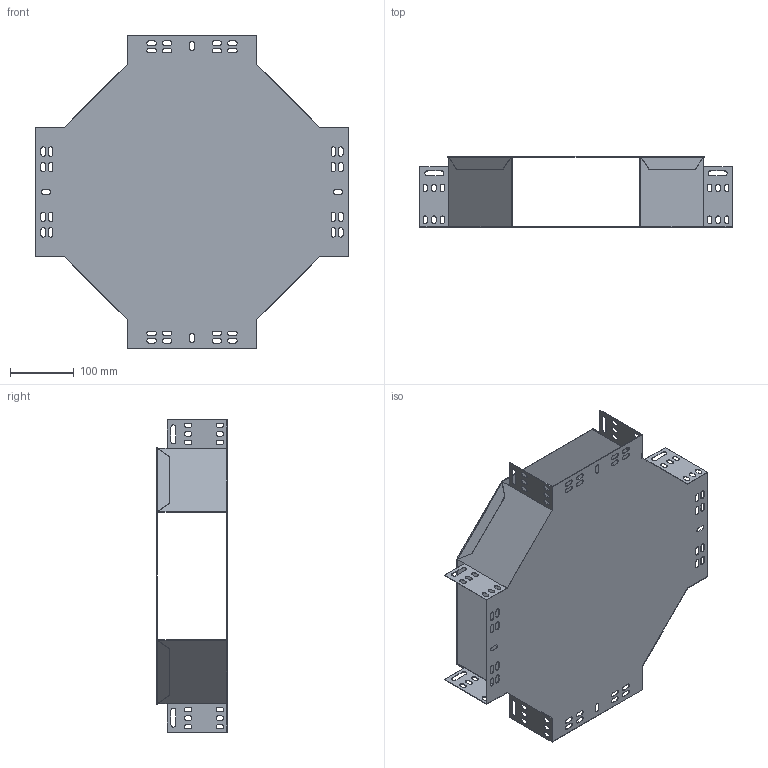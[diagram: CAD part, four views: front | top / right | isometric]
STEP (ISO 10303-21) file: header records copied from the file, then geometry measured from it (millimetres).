
FILE_DESCRIPTION (( 'STEP AP203' ), '1' );
FILE_NAME ('CLP1X-110-200 Êðåñòîâèíà 110õ200.STEP', '2016-03-11T08:03:01', ( '' ), ( '' ), 'SwSTEP 2.0', 'SolidWorks 2014', '' );
FILE_SCHEMA (( 'CONFIG_CONTROL_DESIGN' ));
Length unit declared in the file: millimetre
Products named in the file (1): CLP1X-110-200 Êðåñòîâèíà 110õ200
Bounding box: 491.34 x 111.6 x 491.34 mm (x, y, z)
Volume: 332544.9 mm3; surface area: 837364.8 mm2
Topology: 2 solids, 2 shells, 460 faces, 1336 edges, 880 vertices
Faces by surface type: plane 276, cylinder 184
Entity records: 15615 total; most frequent: CARTESIAN_POINT 2677, ORIENTED_EDGE 2672, DIRECTION 2626, EDGE_CURVE 1336, VECTOR 968, LINE 968, VERTEX_POINT 880, AXIS2_PLACEMENT_3D 829
